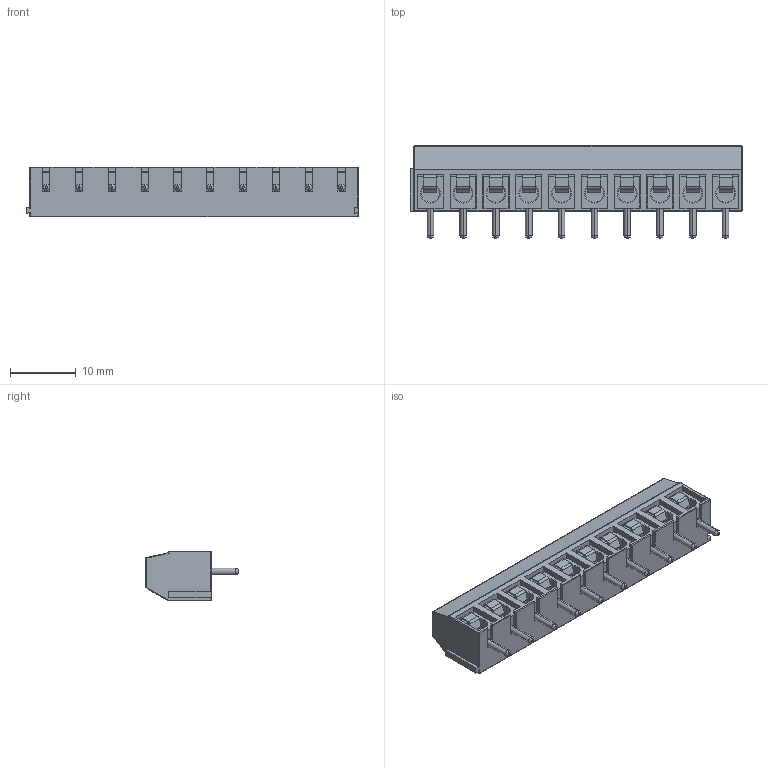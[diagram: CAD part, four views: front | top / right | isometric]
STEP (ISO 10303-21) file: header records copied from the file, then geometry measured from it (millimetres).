
FILE_DESCRIPTION((''),'2;1');
FILE_NAME('TB5P-10P_P5_L50_W7-6_H10','2019-11-24T',('Dragos'),(''),'PRO/ENGINEER BY PARAMETRIC TECHNOLOGY CORPORATION, 2004440','PRO/ENGINEER BY PARAMETRIC TECHNOLOGY CORPORATION, 2004440','');
FILE_SCHEMA(('AUTOMOTIVE_DESIGN { 1 0 10303 214 1 1 1 1 }'));
Length unit declared in the file: millimetre
Products named in the file (1): TB5P-10P_P5_L50_W7-6_H10
Bounding box: 50.6 x 14.1 x 7.6 mm (x, y, z)
Volume: 2765.4 mm3; surface area: 5106.3 mm2
Topology: 1 solids, 1 shells, 886 faces, 2227 edges, 1452 vertices
Faces by surface type: plane 402, cylinder 312, torus 100, bspline 60, sphere 12
Entity records: 41443 total; most frequent: CARTESIAN_POINT 10265, DIRECTION 4471, ORIENTED_EDGE 4354, PRESENTATION_STYLE_ASSIGNMENT 2494, STYLED_ITEM 2229, CURVE_STYLE 2228, EDGE_CURVE 2177, AXIS2_PLACEMENT_3D 1583
